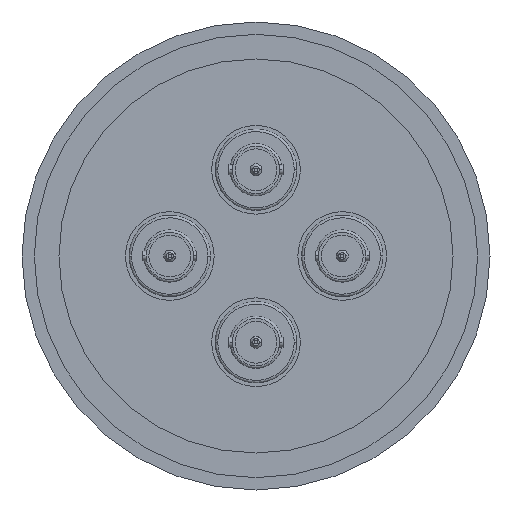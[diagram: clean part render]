
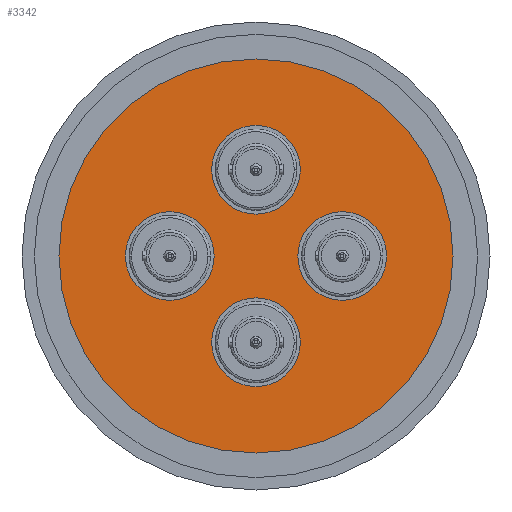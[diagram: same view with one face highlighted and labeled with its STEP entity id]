
A CAD part, front view. The second image highlights one B-rep face of the part: STEP entity #3342.
In plain terms, the highlighted planar face has unit normal (0, -1, 0).
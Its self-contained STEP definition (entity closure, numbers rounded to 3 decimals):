
#2 = AXIS2_PLACEMENT_3D ( 'NONE', #3837, #2997, #3566 ) ;
#40 = CARTESIAN_POINT ( 'NONE',  ( 0., -12., -40. ) ) ;
#80 = EDGE_LOOP ( 'NONE', ( #1581, #625 ) ) ;
#142 = VERTEX_POINT ( 'NONE', #539 ) ;
#143 = PLANE ( 'NONE',  #1291 ) ;
#144 = DIRECTION ( 'NONE',  ( 0., 0., -1. ) ) ;
#191 = VERTEX_POINT ( 'NONE', #3540 ) ;
#242 = ORIENTED_EDGE ( 'NONE', *, *, #1988, .F. ) ;
#301 = EDGE_LOOP ( 'NONE', ( #1078, #2438 ) ) ;
#350 = EDGE_CURVE ( 'NONE', #142, #3225, #752, .T. ) ;
#376 = ORIENTED_EDGE ( 'NONE', *, *, #3682, .T. ) ;
#379 = CIRCLE ( 'NONE', #1267, 9. ) ;
#385 = DIRECTION ( 'NONE',  ( 0., 0., -1. ) ) ;
#434 = CIRCLE ( 'NONE', #2656, 40. ) ;
#439 = DIRECTION ( 'NONE',  ( 0., 0., -1. ) ) ;
#440 = CARTESIAN_POINT ( 'NONE',  ( -17.5, -12., 0. ) ) ;
#448 = CARTESIAN_POINT ( 'NONE',  ( 0., -12., 8.5 ) ) ;
#451 = CIRCLE ( 'NONE', #840, 9. ) ;
#496 = AXIS2_PLACEMENT_3D ( 'NONE', #440, #1082, #144 ) ;
#521 = CIRCLE ( 'NONE', #1028, 9. ) ;
#539 = CARTESIAN_POINT ( 'NONE',  ( -17.5, -12., 9. ) ) ;
#589 = DIRECTION ( 'NONE',  ( 0., 0., -1. ) ) ;
#602 = DIRECTION ( 'NONE',  ( 0., -1., 0. ) ) ;
#625 = ORIENTED_EDGE ( 'NONE', *, *, #1915, .F. ) ;
#686 = DIRECTION ( 'NONE',  ( 0., -1., 0. ) ) ;
#715 = EDGE_CURVE ( 'NONE', #1902, #191, #521, .T. ) ;
#742 = FACE_BOUND ( 'NONE', #301, .T. ) ;
#752 = CIRCLE ( 'NONE', #496, 9. ) ;
#840 = AXIS2_PLACEMENT_3D ( 'NONE', #1654, #2807, #1294 ) ;
#845 = DIRECTION ( 'NONE',  ( 0., -1., 0. ) ) ;
#947 = DIRECTION ( 'NONE',  ( 0., 0., -1. ) ) ;
#1028 = AXIS2_PLACEMENT_3D ( 'NONE', #3170, #845, #2086 ) ;
#1078 = ORIENTED_EDGE ( 'NONE', *, *, #715, .F. ) ;
#1082 = DIRECTION ( 'NONE',  ( 0., -1., 0. ) ) ;
#1178 = CIRCLE ( 'NONE', #3692, 40. ) ;
#1265 = VERTEX_POINT ( 'NONE', #1397 ) ;
#1267 = AXIS2_PLACEMENT_3D ( 'NONE', #3793, #686, #3269 ) ;
#1291 = AXIS2_PLACEMENT_3D ( 'NONE', #1600, #2565, #2226 ) ;
#1294 = DIRECTION ( 'NONE',  ( 0., 0., -1. ) ) ;
#1332 = CARTESIAN_POINT ( 'NONE',  ( 0., -12., -17.5 ) ) ;
#1366 = EDGE_LOOP ( 'NONE', ( #2136, #376 ) ) ;
#1397 = CARTESIAN_POINT ( 'NONE',  ( 0., -12., 40. ) ) ;
#1428 = VERTEX_POINT ( 'NONE', #448 ) ;
#1511 = VERTEX_POINT ( 'NONE', #2655 ) ;
#1581 = ORIENTED_EDGE ( 'NONE', *, *, #2742, .F. ) ;
#1600 = CARTESIAN_POINT ( 'NONE',  ( 0., -12., -40. ) ) ;
#1654 = CARTESIAN_POINT ( 'NONE',  ( 0., -12., 17.5 ) ) ;
#1662 = ORIENTED_EDGE ( 'NONE', *, *, #350, .F. ) ;
#1674 = ORIENTED_EDGE ( 'NONE', *, *, #1735, .F. ) ;
#1735 = EDGE_CURVE ( 'NONE', #2936, #1511, #2579, .T. ) ;
#1824 = VERTEX_POINT ( 'NONE', #2273 ) ;
#1874 = AXIS2_PLACEMENT_3D ( 'NONE', #3057, #2779, #589 ) ;
#1902 = VERTEX_POINT ( 'NONE', #3156 ) ;
#1915 = EDGE_CURVE ( 'NONE', #1824, #1428, #379, .T. ) ;
#1988 = EDGE_CURVE ( 'NONE', #1511, #2936, #2669, .T. ) ;
#2075 = CARTESIAN_POINT ( 'NONE',  ( 0., -12., 0. ) ) ;
#2086 = DIRECTION ( 'NONE',  ( 0., 0., -1. ) ) ;
#2112 = EDGE_LOOP ( 'NONE', ( #1674, #242 ) ) ;
#2114 = CIRCLE ( 'NONE', #3816, 9. ) ;
#2136 = ORIENTED_EDGE ( 'NONE', *, *, #2534, .T. ) ;
#2226 = DIRECTION ( 'NONE',  ( 0., 0., -1. ) ) ;
#2262 = CIRCLE ( 'NONE', #3262, 9. ) ;
#2273 = CARTESIAN_POINT ( 'NONE',  ( 0., -12., 26.5 ) ) ;
#2438 = ORIENTED_EDGE ( 'NONE', *, *, #3289, .F. ) ;
#2534 = EDGE_CURVE ( 'NONE', #2878, #1265, #434, .T. ) ;
#2552 = DIRECTION ( 'NONE',  ( 0., -1., 0. ) ) ;
#2565 = DIRECTION ( 'NONE',  ( 0., -1., 0. ) ) ;
#2579 = CIRCLE ( 'NONE', #1874, 9. ) ;
#2655 = CARTESIAN_POINT ( 'NONE',  ( 17.5, -12., 9. ) ) ;
#2656 = AXIS2_PLACEMENT_3D ( 'NONE', #3085, #602, #947 ) ;
#2669 = CIRCLE ( 'NONE', #2, 9. ) ;
#2742 = EDGE_CURVE ( 'NONE', #1428, #1824, #451, .T. ) ;
#2779 = DIRECTION ( 'NONE',  ( 0., -1., 0. ) ) ;
#2781 = FACE_BOUND ( 'NONE', #80, .T. ) ;
#2807 = DIRECTION ( 'NONE',  ( 0., -1., 0. ) ) ;
#2862 = FACE_OUTER_BOUND ( 'NONE', #1366, .T. ) ;
#2878 = VERTEX_POINT ( 'NONE', #40 ) ;
#2936 = VERTEX_POINT ( 'NONE', #3357 ) ;
#2997 = DIRECTION ( 'NONE',  ( 0., -1., 0. ) ) ;
#3057 = CARTESIAN_POINT ( 'NONE',  ( 17.5, -12., 0. ) ) ;
#3079 = DIRECTION ( 'NONE',  ( 0., -1., 0. ) ) ;
#3085 = CARTESIAN_POINT ( 'NONE',  ( 0., -12., 0. ) ) ;
#3099 = DIRECTION ( 'NONE',  ( 0., -1., 0. ) ) ;
#3115 = FACE_BOUND ( 'NONE', #3851, .T. ) ;
#3121 = DIRECTION ( 'NONE',  ( 0., 0., -1. ) ) ;
#3156 = CARTESIAN_POINT ( 'NONE',  ( 0., -12., -26.5 ) ) ;
#3170 = CARTESIAN_POINT ( 'NONE',  ( 0., -12., -17.5 ) ) ;
#3225 = VERTEX_POINT ( 'NONE', #3593 ) ;
#3262 = AXIS2_PLACEMENT_3D ( 'NONE', #3438, #3099, #3121 ) ;
#3269 = DIRECTION ( 'NONE',  ( 0., 0., -1. ) ) ;
#3289 = EDGE_CURVE ( 'NONE', #191, #1902, #2114, .T. ) ;
#3334 = ORIENTED_EDGE ( 'NONE', *, *, #3756, .F. ) ;
#3342 = ADVANCED_FACE ( 'NONE', ( #3115, #2781, #3452, #742, #2862 ), #143, .T. ) ;
#3357 = CARTESIAN_POINT ( 'NONE',  ( 17.5, -12., -9. ) ) ;
#3438 = CARTESIAN_POINT ( 'NONE',  ( -17.5, -12., 0. ) ) ;
#3452 = FACE_BOUND ( 'NONE', #2112, .T. ) ;
#3540 = CARTESIAN_POINT ( 'NONE',  ( 0., -12., -8.5 ) ) ;
#3566 = DIRECTION ( 'NONE',  ( 0., 0., -1. ) ) ;
#3593 = CARTESIAN_POINT ( 'NONE',  ( -17.5, -12., -9. ) ) ;
#3682 = EDGE_CURVE ( 'NONE', #1265, #2878, #1178, .T. ) ;
#3692 = AXIS2_PLACEMENT_3D ( 'NONE', #2075, #2552, #385 ) ;
#3756 = EDGE_CURVE ( 'NONE', #3225, #142, #2262, .T. ) ;
#3793 = CARTESIAN_POINT ( 'NONE',  ( 0., -12., 17.5 ) ) ;
#3816 = AXIS2_PLACEMENT_3D ( 'NONE', #1332, #3079, #439 ) ;
#3837 = CARTESIAN_POINT ( 'NONE',  ( 17.5, -12., 0. ) ) ;
#3851 = EDGE_LOOP ( 'NONE', ( #3334, #1662 ) ) ;
